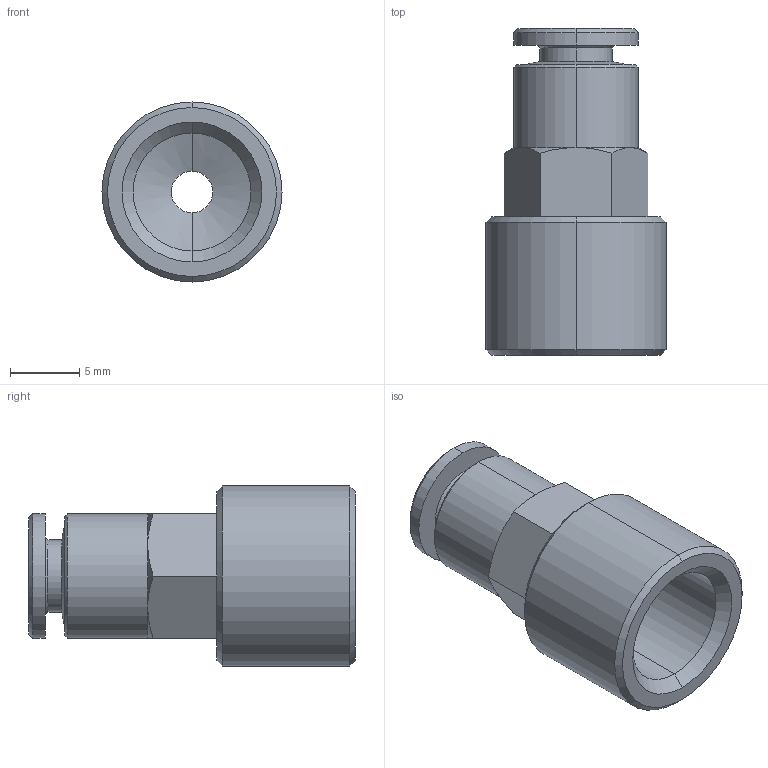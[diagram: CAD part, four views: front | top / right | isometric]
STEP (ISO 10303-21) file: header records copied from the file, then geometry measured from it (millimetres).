
FILE_DESCRIPTION (( 'STEP AP203' ), '1' );
FILE_NAME ('A0030011.STEP', '2009-01-16T12:39:09', ( 'UT1' ), ( 'sopra-pneumatic' ), 'SwSTEP 2.0', 'SolidWorks 2008', '' );
FILE_SCHEMA (( 'CONFIG_CONTROL_DESIGN' ));
Length unit declared in the file: millimetre
Products named in the file (1): A0030011
Bounding box: 13 x 23.6 x 13 mm (x, y, z)
Volume: 1478.4 mm3; surface area: 1476.1 mm2
Topology: 1 solids, 1 shells, 51 faces, 106 edges, 60 vertices
Faces by surface type: cone 26, cylinder 14, plane 11
Entity records: 1441 total; most frequent: CARTESIAN_POINT 270, DIRECTION 246, ORIENTED_EDGE 212, EDGE_CURVE 106, AXIS2_PLACEMENT_3D 100, VERTEX_POINT 60, EDGE_LOOP 56, ADVANCED_FACE 51
